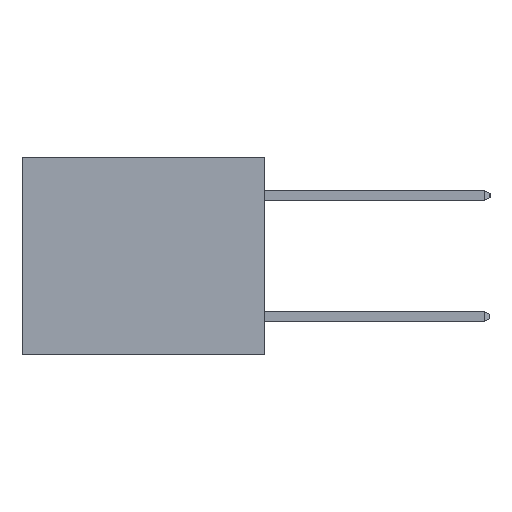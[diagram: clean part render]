
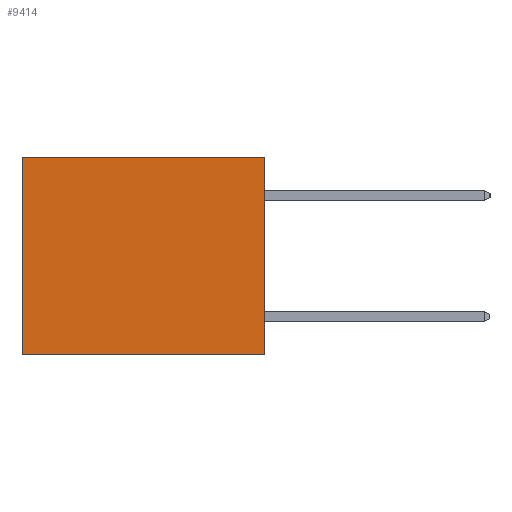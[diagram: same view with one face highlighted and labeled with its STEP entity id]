
A CAD part, left-side view. The second image highlights one B-rep face of the part: STEP entity #9414.
In plain terms, the highlighted planar face has unit normal (-1, 0, 0).
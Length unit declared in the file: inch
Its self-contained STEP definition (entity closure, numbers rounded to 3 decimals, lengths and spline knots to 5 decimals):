
#287 = LINE ( 'NONE', #9524, #2230 ) ;
#551 = DIRECTION ( 'NONE',  ( 1., 0., 0. ) ) ;
#1985 = PLANE ( 'NONE',  #6591 ) ;
#2230 = VECTOR ( 'NONE', #11978, 39.37008 ) ;
#2377 = DIRECTION ( 'NONE',  ( 0., 0., -1. ) ) ;
#3754 = ORIENTED_EDGE ( 'NONE', *, *, #15117, .T. ) ;
#4521 = FACE_OUTER_BOUND ( 'NONE', #13767, .T. ) ;
#4544 = EDGE_CURVE ( 'NONE', #11704, #10725, #287, .T. ) ;
#4789 = CARTESIAN_POINT ( 'NONE',  ( 0.3165, 0., -0.49 ) ) ;
#5655 = DIRECTION ( 'NONE',  ( 0., 0., -1. ) ) ;
#6591 = AXIS2_PLACEMENT_3D ( 'NONE', #14197, #551, #5655 ) ;
#6623 = CARTESIAN_POINT ( 'NONE',  ( 0.3165, 0.6, 0. ) ) ;
#7123 = CARTESIAN_POINT ( 'NONE',  ( 0.3165, 0.6, -0.49 ) ) ;
#7305 = EDGE_CURVE ( 'NONE', #9555, #11688, #9594, .T. ) ;
#7472 = VECTOR ( 'NONE', #15748, 39.37008 ) ;
#7813 = LINE ( 'NONE', #8281, #8008 ) ;
#8008 = VECTOR ( 'NONE', #10662, 39.37008 ) ;
#8281 = CARTESIAN_POINT ( 'NONE',  ( 0.3165, 0., -0.49 ) ) ;
#9414 = ADVANCED_FACE ( 'NONE', ( #4521 ), #1985, .F. ) ;
#9524 = CARTESIAN_POINT ( 'NONE',  ( 0.3165, 0., 0. ) ) ;
#9555 = VERTEX_POINT ( 'NONE', #14264 ) ;
#9557 = CARTESIAN_POINT ( 'NONE',  ( 0.3165, 0.6, -0.49 ) ) ;
#9594 = LINE ( 'NONE', #4789, #7472 ) ;
#10034 = ORIENTED_EDGE ( 'NONE', *, *, #14417, .F. ) ;
#10662 = DIRECTION ( 'NONE',  ( 0., 0., -1. ) ) ;
#10725 = VERTEX_POINT ( 'NONE', #6623 ) ;
#11286 = ORIENTED_EDGE ( 'NONE', *, *, #7305, .F. ) ;
#11688 = VERTEX_POINT ( 'NONE', #7123 ) ;
#11704 = VERTEX_POINT ( 'NONE', #12226 ) ;
#11978 = DIRECTION ( 'NONE',  ( 0., 1., 0. ) ) ;
#12209 = VECTOR ( 'NONE', #2377, 39.37008 ) ;
#12226 = CARTESIAN_POINT ( 'NONE',  ( 0.3165, 0., 0. ) ) ;
#12494 = ORIENTED_EDGE ( 'NONE', *, *, #4544, .T. ) ;
#13767 = EDGE_LOOP ( 'NONE', ( #3754, #11286, #10034, #12494 ) ) ;
#14129 = LINE ( 'NONE', #9557, #12209 ) ;
#14197 = CARTESIAN_POINT ( 'NONE',  ( 0.3165, 0., -0.49 ) ) ;
#14264 = CARTESIAN_POINT ( 'NONE',  ( 0.3165, 0., -0.49 ) ) ;
#14417 = EDGE_CURVE ( 'NONE', #11704, #9555, #7813, .T. ) ;
#15117 = EDGE_CURVE ( 'NONE', #10725, #11688, #14129, .T. ) ;
#15748 = DIRECTION ( 'NONE',  ( 0., 1., 0. ) ) ;
